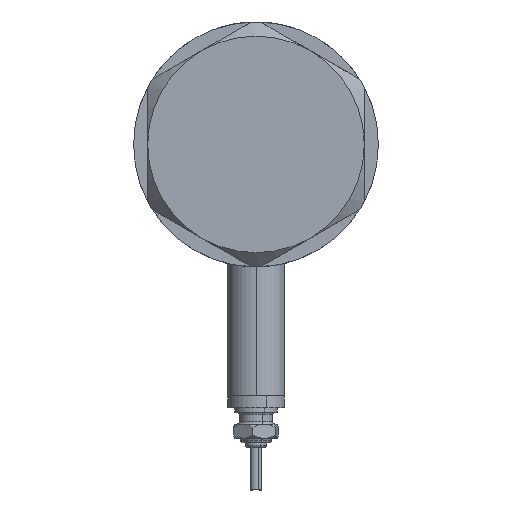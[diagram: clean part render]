
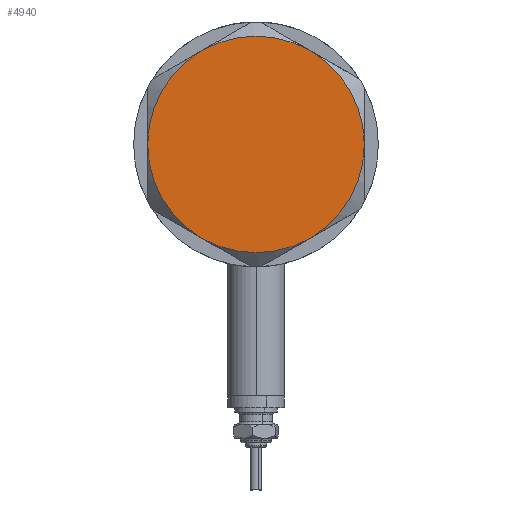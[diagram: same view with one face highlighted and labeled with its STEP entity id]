
A CAD part, left-side view. The second image highlights one B-rep face of the part: STEP entity #4940.
In plain terms, the highlighted face is planar.
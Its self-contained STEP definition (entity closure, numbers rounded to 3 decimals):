
#221 = AXIS2_PLACEMENT_3D ( 'NONE', #2735, #2113, #1118 ) ;
#471 = EDGE_CURVE ( 'NONE', #967, #3510, #5889, .T. ) ;
#510 = DIRECTION ( 'NONE',  ( 1., 0., 0. ) ) ;
#590 = VERTEX_POINT ( 'NONE', #1179 ) ;
#937 = ORIENTED_EDGE ( 'NONE', *, *, #5559, .T. ) ;
#946 = FACE_OUTER_BOUND ( 'NONE', #2515, .T. ) ;
#967 = VERTEX_POINT ( 'NONE', #2208 ) ;
#1002 = VERTEX_POINT ( 'NONE', #3636 ) ;
#1038 = CARTESIAN_POINT ( 'NONE',  ( 0., 0., 9. ) ) ;
#1118 = DIRECTION ( 'NONE',  ( 1., 0., 0. ) ) ;
#1179 = CARTESIAN_POINT ( 'NONE',  ( 23., 0., 9. ) ) ;
#1199 = EDGE_CURVE ( 'NONE', #5758, #967, #4924, .T. ) ;
#1228 = AXIS2_PLACEMENT_3D ( 'NONE', #3427, #5379, #2960 ) ;
#1651 = EDGE_CURVE ( 'NONE', #1002, #5758, #5932, .T. ) ;
#1935 = DIRECTION ( 'NONE',  ( 0., 0., 1. ) ) ;
#2097 = CARTESIAN_POINT ( 'NONE',  ( 0., 0., 9. ) ) ;
#2113 = DIRECTION ( 'NONE',  ( 0., 0., 1. ) ) ;
#2183 = AXIS2_PLACEMENT_3D ( 'NONE', #2097, #3501, #2616 ) ;
#2208 = CARTESIAN_POINT ( 'NONE',  ( -11.5, -19.919, 9. ) ) ;
#2460 = DIRECTION ( 'NONE',  ( 0., 0., 1. ) ) ;
#2512 = AXIS2_PLACEMENT_3D ( 'NONE', #5894, #3517, #4895 ) ;
#2515 = EDGE_LOOP ( 'NONE', ( #937, #6269, #5911, #3975, #5761, #6015 ) ) ;
#2593 = VERTEX_POINT ( 'NONE', #2851 ) ;
#2616 = DIRECTION ( 'NONE',  ( 1., 0., 0. ) ) ;
#2635 = CARTESIAN_POINT ( 'NONE',  ( 11.5, -19.919, 9. ) ) ;
#2735 = CARTESIAN_POINT ( 'NONE',  ( 0., 0., 9. ) ) ;
#2851 = CARTESIAN_POINT ( 'NONE',  ( 11.5, 19.919, 9. ) ) ;
#2960 = DIRECTION ( 'NONE',  ( 1., 0., 0. ) ) ;
#2980 = EDGE_CURVE ( 'NONE', #2593, #1002, #4572, .T. ) ;
#3030 = CIRCLE ( 'NONE', #2512, 23. ) ;
#3035 = DIRECTION ( 'NONE',  ( 0., 0., 1. ) ) ;
#3427 = CARTESIAN_POINT ( 'NONE',  ( 0., 0., 9. ) ) ;
#3436 = PLANE ( 'NONE',  #3937 ) ;
#3501 = DIRECTION ( 'NONE',  ( 0., 0., 1. ) ) ;
#3510 = VERTEX_POINT ( 'NONE', #2635 ) ;
#3517 = DIRECTION ( 'NONE',  ( 0., 0., 1. ) ) ;
#3636 = CARTESIAN_POINT ( 'NONE',  ( -11.5, 19.919, 9. ) ) ;
#3937 = AXIS2_PLACEMENT_3D ( 'NONE', #1038, #1935, #510 ) ;
#3975 = ORIENTED_EDGE ( 'NONE', *, *, #1651, .T. ) ;
#4375 = EDGE_CURVE ( 'NONE', #590, #2593, #3030, .T. ) ;
#4445 = CARTESIAN_POINT ( 'NONE',  ( 0., 0., 9. ) ) ;
#4572 = CIRCLE ( 'NONE', #4673, 23. ) ;
#4673 = AXIS2_PLACEMENT_3D ( 'NONE', #5816, #2460, #4906 ) ;
#4895 = DIRECTION ( 'NONE',  ( 1., 0., 0. ) ) ;
#4906 = DIRECTION ( 'NONE',  ( 1., 0., 0. ) ) ;
#4924 = CIRCLE ( 'NONE', #2183, 23. ) ;
#4940 = ADVANCED_FACE ( 'NONE', ( #946 ), #3436, .T. ) ;
#4983 = DIRECTION ( 'NONE',  ( 1., 0., 0. ) ) ;
#5253 = CARTESIAN_POINT ( 'NONE',  ( -23., 0., 9. ) ) ;
#5275 = AXIS2_PLACEMENT_3D ( 'NONE', #4445, #3035, #4983 ) ;
#5379 = DIRECTION ( 'NONE',  ( 0., 0., 1. ) ) ;
#5413 = CIRCLE ( 'NONE', #1228, 23. ) ;
#5559 = EDGE_CURVE ( 'NONE', #3510, #590, #5413, .T. ) ;
#5758 = VERTEX_POINT ( 'NONE', #5253 ) ;
#5761 = ORIENTED_EDGE ( 'NONE', *, *, #1199, .T. ) ;
#5816 = CARTESIAN_POINT ( 'NONE',  ( 0., 0., 9. ) ) ;
#5889 = CIRCLE ( 'NONE', #5275, 23. ) ;
#5894 = CARTESIAN_POINT ( 'NONE',  ( 0., 0., 9. ) ) ;
#5911 = ORIENTED_EDGE ( 'NONE', *, *, #2980, .T. ) ;
#5932 = CIRCLE ( 'NONE', #221, 23. ) ;
#6015 = ORIENTED_EDGE ( 'NONE', *, *, #471, .T. ) ;
#6269 = ORIENTED_EDGE ( 'NONE', *, *, #4375, .T. ) ;
